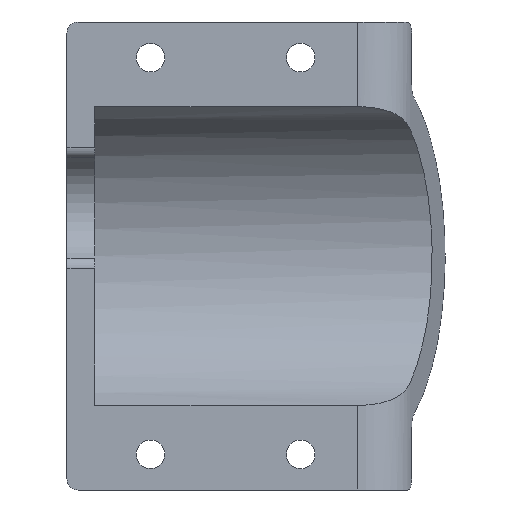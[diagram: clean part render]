
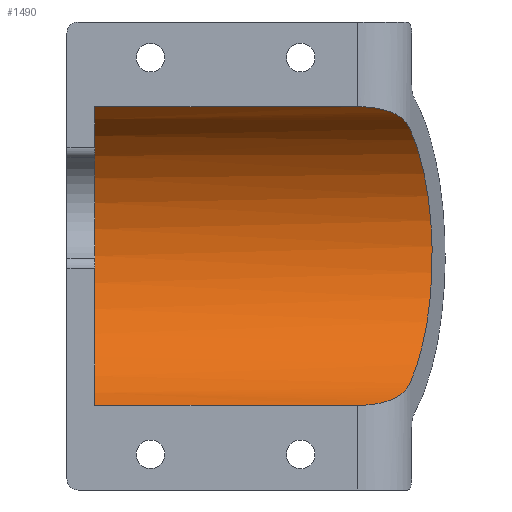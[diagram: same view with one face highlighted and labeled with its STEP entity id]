
A CAD part, left-side view. The second image highlights one B-rep face of the part: STEP entity #1490.
In plain terms, the highlighted cylindrical face has radius 18.542 mm (diameter 37.084 mm), a partial arc.
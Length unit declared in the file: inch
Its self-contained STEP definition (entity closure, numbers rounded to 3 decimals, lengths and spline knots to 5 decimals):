
#9 = VERTEX_POINT ( 'NONE', #246 ) ;
#44 = CARTESIAN_POINT ( 'NONE',  ( 0.64449, -1.53873, 0.57126 ) ) ;
#58 = CARTESIAN_POINT ( 'NONE',  ( 0.56426, -1.49139, -0.62684 ) ) ;
#63 = CARTESIAN_POINT ( 'NONE',  ( 0.64449, -1.53873, 0.57126 ) ) ;
#66 = CARTESIAN_POINT ( 'NONE',  ( 0.62385, -1.53044, -0.58723 ) ) ;
#77 = CARTESIAN_POINT ( 'NONE',  ( 0.57393, -1.49949, 0.62099 ) ) ;
#141 = CARTESIAN_POINT ( 'NONE',  ( 0.48, -0.125, -0.66993 ) ) ;
#151 = ORIENTED_EDGE ( 'NONE', *, *, #356, .T. ) ;
#169 = VECTOR ( 'NONE', #1387, 39.37008 ) ;
#186 = CARTESIAN_POINT ( 'NONE',  ( 0.50277, -1.40888, -0.65964 ) ) ;
#191 = CARTESIAN_POINT ( 'NONE',  ( 0.48113, -1.33108, -0.66944 ) ) ;
#246 = CARTESIAN_POINT ( 'NONE',  ( 0.48, -1.30381, -0.66993 ) ) ;
#262 = DIRECTION ( 'NONE',  ( 0., 0., -1. ) ) ;
#299 = CARTESIAN_POINT ( 'NONE',  ( 0.48, -1.30381, 0.66993 ) ) ;
#322 = CARTESIAN_POINT ( 'NONE',  ( 0.51511, -1.43226, -0.65364 ) ) ;
#335 = CARTESIAN_POINT ( 'NONE',  ( 0.60342, -1.52075, 0.6021 ) ) ;
#336 = CARTESIAN_POINT ( 'NONE',  ( 0.48, -0.125, -0.66993 ) ) ;
#339 = CARTESIAN_POINT ( 'NONE',  ( 0.52223, -1.44345, -0.65008 ) ) ;
#356 = EDGE_CURVE ( 'NONE', #9, #1411, #555, .T. ) ;
#386 = CARTESIAN_POINT ( 'NONE',  ( 0.19, -0.125, 0. ) ) ;
#428 = EDGE_CURVE ( 'NONE', #1206, #9, #1542, .T. ) ;
#444 = CARTESIAN_POINT ( 'NONE',  ( 0.64449, -1.53873, -0.57126 ) ) ;
#463 = CARTESIAN_POINT ( 'NONE',  ( 0.49758, -1.39687, 0.66206 ) ) ;
#488 = DIRECTION ( 'NONE',  ( 0., -1., 0. ) ) ;
#498 = FACE_OUTER_BOUND ( 'NONE', #632, .T. ) ;
#555 = B_SPLINE_CURVE_WITH_KNOTS ( 'NONE', 3,
 ( #1122, #1497, #191, #589, #1648, #1229, #186, #322, #339, #862, #698, #58, #565, #1621, #705, #66, #1627, #444 ),
 .UNSPECIFIED., .F., .F.,
 ( 4, 2, 2, 2, 2, 2, 2, 2, 4 ),
 ( 0., 0.00103, 0.00206, 0.0031, 0.00413, 0.00516, 0.00619, 0.00722, 0.00826 ),
 .UNSPECIFIED. ) ;
#565 = CARTESIAN_POINT ( 'NONE',  ( 0.57383, -1.49941, -0.62105 ) ) ;
#568 = CARTESIAN_POINT ( 'NONE',  ( 0.48894, -1.37142, 0.666 ) ) ;
#577 = CARTESIAN_POINT ( 'NONE',  ( 0.48113, -1.33118, 0.66944 ) ) ;
#585 = CARTESIAN_POINT ( 'NONE',  ( 0.56435, -1.49147, 0.62679 ) ) ;
#589 = CARTESIAN_POINT ( 'NONE',  ( 0.48551, -1.35774, -0.66752 ) ) ;
#591 = B_SPLINE_CURVE_WITH_KNOTS ( 'NONE', 3,
 ( #63, #1100, #335, #77, #585, #1118, #701, #1239, #1645, #967, #463, #568, #984, #577, #602, #1370 ),
 .UNSPECIFIED., .F., .F.,
 ( 4, 2, 2, 2, 2, 2, 2, 4 ),
 ( 0., 0.00206, 0.0031, 0.00413, 0.00516, 0.00619, 0.00723, 0.00826 ),
 .UNSPECIFIED. ) ;
#602 = CARTESIAN_POINT ( 'NONE',  ( 0.48, -1.31757, 0.66993 ) ) ;
#630 =( BOUNDED_CURVE ( )  B_SPLINE_CURVE ( 3, ( #674, #1063, #1211, #1578 ),
 .UNSPECIFIED., .F., .T. ) 
 B_SPLINE_CURVE_WITH_KNOTS ( ( 4, 4 ),
 ( 5.38444, 7.18193 ),
 .UNSPECIFIED. ) 
 CURVE ( )  GEOMETRIC_REPRESENTATION_ITEM ( )  RATIONAL_B_SPLINE_CURVE ( ( 1., 0.748, 0.748, 1. ) ) 
 REPRESENTATION_ITEM ( '' )  );
#632 = EDGE_LOOP ( 'NONE', ( #1169, #151, #1035, #1197, #1678, #1417 ) ) ;
#638 = EDGE_CURVE ( 'NONE', #1206, #1453, #1113, .T. ) ;
#674 = CARTESIAN_POINT ( 'NONE',  ( 0.64449, -1.53873, -0.57126 ) ) ;
#698 = CARTESIAN_POINT ( 'NONE',  ( 0.54633, -1.47387, -0.63721 ) ) ;
#701 = CARTESIAN_POINT ( 'NONE',  ( 0.53804, -1.46449, 0.64175 ) ) ;
#705 = CARTESIAN_POINT ( 'NONE',  ( 0.60352, -1.51976, -0.60171 ) ) ;
#740 = EDGE_CURVE ( 'NONE', #1411, #1311, #630, .T. ) ;
#762 = DIRECTION ( 'NONE',  ( 0., -1., 0. ) ) ;
#862 = CARTESIAN_POINT ( 'NONE',  ( 0.53788, -1.46431, -0.64184 ) ) ;
#909 = DIRECTION ( 'NONE',  ( 0., -1., 0. ) ) ;
#937 = AXIS2_PLACEMENT_3D ( 'NONE', #1276, #488, #1424 ) ;
#967 = CARTESIAN_POINT ( 'NONE',  ( 0.50286, -1.40909, 0.65959 ) ) ;
#976 = CARTESIAN_POINT ( 'NONE',  ( 0.64449, -1.53873, -0.57126 ) ) ;
#984 = CARTESIAN_POINT ( 'NONE',  ( 0.48558, -1.35808, 0.66749 ) ) ;
#1035 = ORIENTED_EDGE ( 'NONE', *, *, #740, .T. ) ;
#1063 = CARTESIAN_POINT ( 'NONE',  ( 1.04271, -1.68367, -0.25444 ) ) ;
#1100 = CARTESIAN_POINT ( 'NONE',  ( 0.62385, -1.53122, 0.58768 ) ) ;
#1113 = CIRCLE ( 'NONE', #1285, 0.73 ) ;
#1118 = CARTESIAN_POINT ( 'NONE',  ( 0.54645, -1.474, 0.63714 ) ) ;
#1122 = CARTESIAN_POINT ( 'NONE',  ( 0.48, -1.30381, -0.66993 ) ) ;
#1147 = LINE ( 'NONE', #1577, #1690 ) ;
#1162 = EDGE_CURVE ( 'NONE', #1453, #1320, #1147, .T. ) ;
#1169 = ORIENTED_EDGE ( 'NONE', *, *, #428, .T. ) ;
#1197 = ORIENTED_EDGE ( 'NONE', *, *, #1442, .T. ) ;
#1206 = VERTEX_POINT ( 'NONE', #141 ) ;
#1211 = CARTESIAN_POINT ( 'NONE',  ( 1.04271, -1.68367, 0.25444 ) ) ;
#1229 = CARTESIAN_POINT ( 'NONE',  ( 0.49748, -1.39663, -0.6621 ) ) ;
#1239 = CARTESIAN_POINT ( 'NONE',  ( 0.52249, -1.44383, 0.64995 ) ) ;
#1276 = CARTESIAN_POINT ( 'NONE',  ( 0.19, -0.125, 0. ) ) ;
#1285 = AXIS2_PLACEMENT_3D ( 'NONE', #386, #909, #262 ) ;
#1311 = VERTEX_POINT ( 'NONE', #44 ) ;
#1320 = VERTEX_POINT ( 'NONE', #299 ) ;
#1370 = CARTESIAN_POINT ( 'NONE',  ( 0.48, -1.30381, 0.66993 ) ) ;
#1387 = DIRECTION ( 'NONE',  ( 0., -1., 0. ) ) ;
#1411 = VERTEX_POINT ( 'NONE', #976 ) ;
#1414 = CYLINDRICAL_SURFACE ( 'NONE', #937, 0.73 ) ;
#1417 = ORIENTED_EDGE ( 'NONE', *, *, #638, .F. ) ;
#1424 = DIRECTION ( 'NONE',  ( 0., 0., -1. ) ) ;
#1442 = EDGE_CURVE ( 'NONE', #1311, #1320, #591, .T. ) ;
#1453 = VERTEX_POINT ( 'NONE', #1492 ) ;
#1490 = ADVANCED_FACE ( 'NONE', ( #498 ), #1414, .F. ) ;
#1492 = CARTESIAN_POINT ( 'NONE',  ( 0.48, -0.125, 0.66993 ) ) ;
#1497 = CARTESIAN_POINT ( 'NONE',  ( 0.48, -1.31755, -0.66993 ) ) ;
#1542 = LINE ( 'NONE', #336, #169 ) ;
#1577 = CARTESIAN_POINT ( 'NONE',  ( 0.48, -0.125, 0.66993 ) ) ;
#1578 = CARTESIAN_POINT ( 'NONE',  ( 0.64449, -1.53873, 0.57126 ) ) ;
#1621 = CARTESIAN_POINT ( 'NONE',  ( 0.59348, -1.51359, -0.60847 ) ) ;
#1627 = CARTESIAN_POINT ( 'NONE',  ( 0.63418, -1.53498, -0.57947 ) ) ;
#1645 = CARTESIAN_POINT ( 'NONE',  ( 0.51528, -1.43255, 0.65356 ) ) ;
#1648 = CARTESIAN_POINT ( 'NONE',  ( 0.4888, -1.37094, -0.66606 ) ) ;
#1678 = ORIENTED_EDGE ( 'NONE', *, *, #1162, .F. ) ;
#1690 = VECTOR ( 'NONE', #762, 39.37008 ) ;
